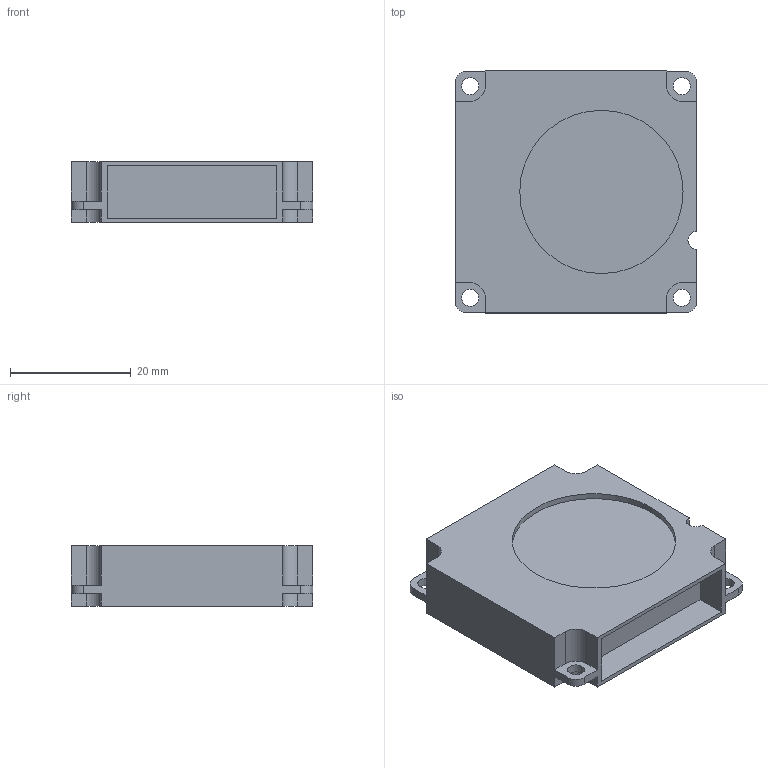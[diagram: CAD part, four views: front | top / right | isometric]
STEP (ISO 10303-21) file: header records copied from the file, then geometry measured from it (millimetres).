
FILE_DESCRIPTION(/* description */ ('STEP AP242','CAx-IF Rec.Pracs.---Representation and Presentation of Product Manufacturing Information (PMI)---4.0---2014-10-13','CAx-IF Rec.Pracs.---3D Tessellated Geometry---0.4---2014-09-14','2;1'),/* implementation_level */ '2;1');
FILE_NAME(/* name */ '64fe6825650a1276b65c42bf',/* time_stamp */ '2023-09-11T01:06:45Z',/* author */ (''),/* organization */ (''),/* preprocessor_version */ 'ST-DEVELOPER v19.4',/* originating_system */ ' ',/* authorisation */ ' ');
FILE_SCHEMA (('AP242_MANAGED_MODEL_BASED_3D_ENGINEERING_MIM_LF { 1 0 10303 442 1 1 4 }'));
Length unit declared in the file: metre
Products named in the file (1): 4010 Fan
Bounding box: 40 x 40 x 10 mm (x, y, z)
Volume: 13271.5 mm3; surface area: 5221.9 mm2
Topology: 1 solids, 1 shells, 59 faces, 164 edges, 109 vertices
Faces by surface type: plane 40, cylinder 19
Full cylindrical faces by diameter (mm): 2.8 x4, 27 x1
Entity records: 1902 total; most frequent: CARTESIAN_POINT 328, ORIENTED_EDGE 318, DIRECTION 318, EDGE_CURVE 159, LINE 120, VECTOR 120, VERTEX_POINT 109, AXIS2_PLACEMENT_3D 99
